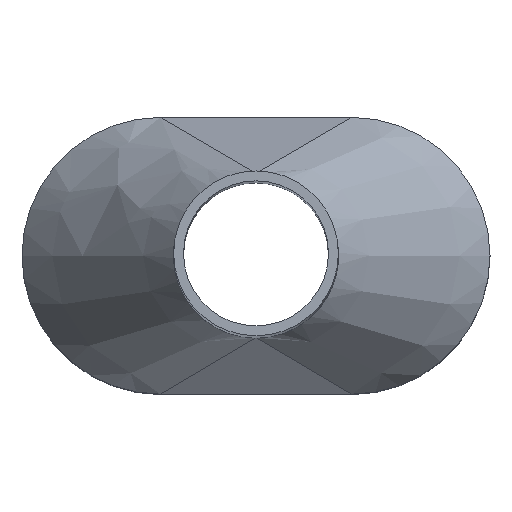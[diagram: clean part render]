
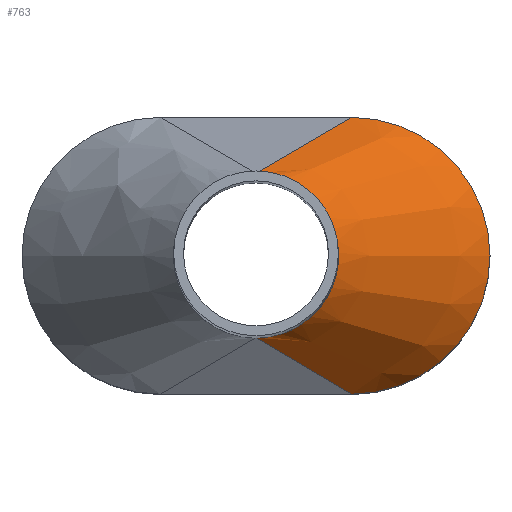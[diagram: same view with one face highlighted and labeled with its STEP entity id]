
A CAD part, top view. The second image highlights one B-rep face of the part: STEP entity #763.
In plain terms, the highlighted free-form (B-spline) face has degree [5, 5] with [6, 9] control points.
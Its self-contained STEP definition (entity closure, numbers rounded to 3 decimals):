
#222=AXIS2_PLACEMENT_3D('Circle Axis2P3D',#220,#221,$) ;
#217=CARTESIAN_POINT('Vertex',(5.,4.2,4.2)) ;
#220=CARTESIAN_POINT('Axis2P3D Location',(5.,2.1,4.2)) ;
#224=CARTESIAN_POINT('Vertex',(5.,0.,4.2)) ;
#567=CARTESIAN_POINT('Vertex',(3.555,3.35,7.)) ;
#570=CARTESIAN_POINT('Line Origine',(4.278,3.775,5.6)) ;
#591=CARTESIAN_POINT('Vertex',(3.555,0.85,7.)) ;
#595=CARTESIAN_POINT('Control Point',(3.555,0.85,7.)) ;
#596=CARTESIAN_POINT('Control Point',(3.714,0.85,7.)) ;
#597=CARTESIAN_POINT('Control Point',(3.874,0.875,7.)) ;
#598=CARTESIAN_POINT('Control Point',(4.028,0.926,7.)) ;
#599=CARTESIAN_POINT('Control Point',(4.315,1.076,7.)) ;
#600=CARTESIAN_POINT('Control Point',(4.542,1.307,7.)) ;
#601=CARTESIAN_POINT('Control Point',(4.635,1.441,7.)) ;
#602=CARTESIAN_POINT('Control Point',(4.777,1.733,7.)) ;
#603=CARTESIAN_POINT('Control Point',(4.82,2.056,7.)) ;
#604=CARTESIAN_POINT('Control Point',(4.815,2.219,7.)) ;
#605=CARTESIAN_POINT('Control Point',(4.753,2.538,7.)) ;
#606=CARTESIAN_POINT('Control Point',(4.595,2.822,7.)) ;
#607=CARTESIAN_POINT('Control Point',(4.493,2.949,7.)) ;
#608=CARTESIAN_POINT('Control Point',(4.264,3.157,7.)) ;
#609=CARTESIAN_POINT('Control Point',(3.985,3.287,7.)) ;
#610=CARTESIAN_POINT('Control Point',(3.844,3.329,7.)) ;
#611=CARTESIAN_POINT('Control Point',(3.7,3.35,7.)) ;
#612=CARTESIAN_POINT('Control Point',(3.555,3.35,7.)) ;
#690=CARTESIAN_POINT('Line Origine',(4.278,0.425,5.6)) ;
#703=CARTESIAN_POINT('Control Point',(3.555,0.85,7.)) ;
#704=CARTESIAN_POINT('Control Point',(3.948,0.85,7.)) ;
#705=CARTESIAN_POINT('Control Point',(4.341,1.004,7.)) ;
#706=CARTESIAN_POINT('Control Point',(4.651,1.315,7.)) ;
#707=CARTESIAN_POINT('Control Point',(4.959,2.1,7.)) ;
#708=CARTESIAN_POINT('Control Point',(4.651,2.885,7.)) ;
#709=CARTESIAN_POINT('Control Point',(4.341,3.196,7.)) ;
#710=CARTESIAN_POINT('Control Point',(3.948,3.35,7.)) ;
#711=CARTESIAN_POINT('Control Point',(3.555,3.35,7.)) ;
#712=CARTESIAN_POINT('Control Point',(3.844,0.68,6.44)) ;
#713=CARTESIAN_POINT('Control Point',(4.29,0.68,6.44)) ;
#714=CARTESIAN_POINT('Control Point',(4.737,0.855,6.44)) ;
#715=CARTESIAN_POINT('Control Point',(5.089,1.208,6.44)) ;
#716=CARTESIAN_POINT('Control Point',(5.439,2.1,6.44)) ;
#717=CARTESIAN_POINT('Control Point',(5.089,2.992,6.44)) ;
#718=CARTESIAN_POINT('Control Point',(4.737,3.345,6.44)) ;
#719=CARTESIAN_POINT('Control Point',(4.29,3.52,6.44)) ;
#720=CARTESIAN_POINT('Control Point',(3.844,3.52,6.44)) ;
#721=CARTESIAN_POINT('Control Point',(4.133,0.51,5.88)) ;
#722=CARTESIAN_POINT('Control Point',(4.633,0.51,5.88)) ;
#723=CARTESIAN_POINT('Control Point',(5.132,0.706,5.88)) ;
#724=CARTESIAN_POINT('Control Point',(5.527,1.101,5.88)) ;
#725=CARTESIAN_POINT('Control Point',(5.919,2.1,5.88)) ;
#726=CARTESIAN_POINT('Control Point',(5.527,3.099,5.88)) ;
#727=CARTESIAN_POINT('Control Point',(5.132,3.494,5.88)) ;
#728=CARTESIAN_POINT('Control Point',(4.633,3.69,5.88)) ;
#729=CARTESIAN_POINT('Control Point',(4.133,3.69,5.88)) ;
#730=CARTESIAN_POINT('Control Point',(4.422,0.34,5.32)) ;
#731=CARTESIAN_POINT('Control Point',(4.975,0.34,5.32)) ;
#732=CARTESIAN_POINT('Control Point',(5.528,0.557,5.32)) ;
#733=CARTESIAN_POINT('Control Point',(5.965,0.994,5.32)) ;
#734=CARTESIAN_POINT('Control Point',(6.399,2.1,5.32)) ;
#735=CARTESIAN_POINT('Control Point',(5.965,3.206,5.32)) ;
#736=CARTESIAN_POINT('Control Point',(5.528,3.643,5.32)) ;
#737=CARTESIAN_POINT('Control Point',(4.975,3.86,5.32)) ;
#738=CARTESIAN_POINT('Control Point',(4.422,3.86,5.32)) ;
#739=CARTESIAN_POINT('Control Point',(4.711,0.17,4.76)) ;
#740=CARTESIAN_POINT('Control Point',(5.317,0.17,4.76)) ;
#741=CARTESIAN_POINT('Control Point',(5.924,0.407,4.76)) ;
#742=CARTESIAN_POINT('Control Point',(6.404,0.887,4.76)) ;
#743=CARTESIAN_POINT('Control Point',(6.878,2.1,4.76)) ;
#744=CARTESIAN_POINT('Control Point',(6.404,3.313,4.76)) ;
#745=CARTESIAN_POINT('Control Point',(5.924,3.793,4.76)) ;
#746=CARTESIAN_POINT('Control Point',(5.317,4.03,4.76)) ;
#747=CARTESIAN_POINT('Control Point',(4.711,4.03,4.76)) ;
#748=CARTESIAN_POINT('Control Point',(5.,0.,4.2)) ;
#749=CARTESIAN_POINT('Control Point',(5.66,0.,4.2)) ;
#750=CARTESIAN_POINT('Control Point',(6.32,0.258,4.2)) ;
#751=CARTESIAN_POINT('Control Point',(6.842,0.781,4.2)) ;
#752=CARTESIAN_POINT('Control Point',(7.358,2.1,4.2)) ;
#753=CARTESIAN_POINT('Control Point',(6.842,3.419,4.2)) ;
#754=CARTESIAN_POINT('Control Point',(6.32,3.942,4.2)) ;
#755=CARTESIAN_POINT('Control Point',(5.66,4.2,4.2)) ;
#756=CARTESIAN_POINT('Control Point',(5.,4.2,4.2)) ;
#221=DIRECTION('Axis2P3D Direction',(0.,-0.,1.)) ;
#571=DIRECTION('Vector Direction',(0.443,0.26,-0.858)) ;
#691=DIRECTION('Vector Direction',(0.443,-0.26,-0.858)) ;
#572=VECTOR('Line Direction',#571,1.) ;
#692=VECTOR('Line Direction',#691,1.) ;
#758=ORIENTED_EDGE('',*,*,#226,.T.) ;
#759=ORIENTED_EDGE('',*,*,#574,.F.) ;
#760=ORIENTED_EDGE('',*,*,#613,.F.) ;
#761=ORIENTED_EDGE('',*,*,#694,.T.) ;
#763=ADVANCED_FACE('S3D-Kragen',(#762),#702,.T.) ;
#594=B_SPLINE_CURVE_WITH_KNOTS('',5,(#595,#596,#597,#598,#599,#600,#601,#602,#603,#604,#605,#606,#607,#608,#609,#610,#611,#612),.UNSPECIFIED.,.F.,.U.,(6,3,3,3,3,6),(0.,1.127,2.262,3.396,4.53,5.553),.UNSPECIFIED.) ;
#702=B_SPLINE_SURFACE_WITH_KNOTS('',5,5,((#703,#704,#705,#706,#707,#708,#709,#710,#711),(#712,#713,#714,#715,#716,#717,#718,#719,#720),(#721,#722,#723,#724,#725,#726,#727,#728,#729),(#730,#731,#732,#733,#734,#735,#736,#737,#738),(#739,#740,#741,#742,#743,#744,#745,#746,#747),(#748,#749,#750,#751,#752,#753,#754,#755,#756)),.UNSPECIFIED.,.F.,.F.,.U.,(6,6),(6,3,6),(0.,3.433),(3.927,5.89,7.854),.UNSPECIFIED.) ;
#223=CIRCLE('generated circle',#222,2.1) ;
#226=EDGE_CURVE('',#225,#218,#223,.T.) ;
#574=EDGE_CURVE('',#568,#218,#573,.T.) ;
#613=EDGE_CURVE('',#592,#568,#594,.T.) ;
#694=EDGE_CURVE('',#592,#225,#693,.T.) ;
#757=EDGE_LOOP('',(#758,#759,#760,#761)) ;
#762=FACE_OUTER_BOUND('',#757,.T.) ;
#573=LINE('Line',#570,#572) ;
#693=LINE('Line',#690,#692) ;
#218=VERTEX_POINT('',#217) ;
#225=VERTEX_POINT('',#224) ;
#568=VERTEX_POINT('',#567) ;
#592=VERTEX_POINT('',#591) ;
